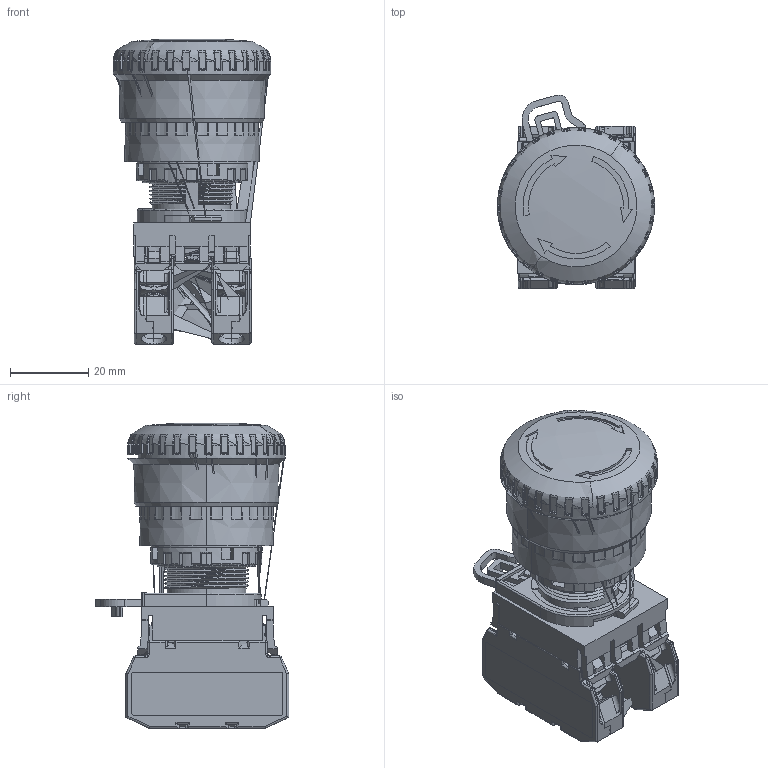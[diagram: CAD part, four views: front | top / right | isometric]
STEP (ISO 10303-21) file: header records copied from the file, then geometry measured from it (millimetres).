
FILE_DESCRIPTION (( 'STEP AP214' ), '1' );
FILE_NAME ('SB-22.ESF.STEP', '2021-05-11T09:14:04', ( '' ), ( '' ), 'SwSTEP 2.0', 'SolidWorks 2016', '' );
FILE_SCHEMA (( 'AUTOMOTIVE_DESIGN' ));
Length unit declared in the file: millimetre
Products named in the file (1): SB-22.ESF
Bounding box: 40.1 x 49.34 x 77.88 mm (x, y, z)
Surface area: 47390.5 mm2 (no closed solid volume)
Topology: 0 solids, 34 shells, 4149 faces, 11513 edges, 7399 vertices
Faces by surface type: plane 2462, cylinder 1012, bspline 583, cone 76, torus 16
Entity records: 216672 total; most frequent: CARTESIAN_POINT 71476, ORIENTED_EDGE 22854, DIRECTION 17492, EDGE_CURVE 11457, VERTEX_POINT 7432, VECTOR 7228, LINE 7228, AXIS2_PLACEMENT_3D 5132
